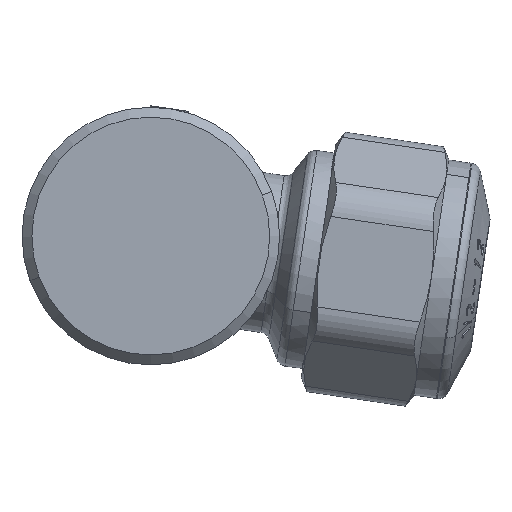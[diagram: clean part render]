
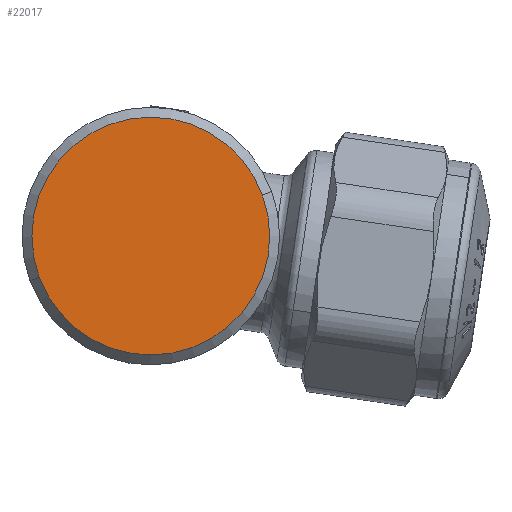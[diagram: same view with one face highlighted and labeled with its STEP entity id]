
A CAD part, front view. The second image highlights one B-rep face of the part: STEP entity #22017.
In plain terms, the highlighted planar face has unit normal (0, -1, 0).
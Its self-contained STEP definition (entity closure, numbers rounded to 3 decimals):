
#21737=CARTESIAN_POINT('Vertex',(-9.647,-25.,17.766)) ;
#21753=CARTESIAN_POINT('Vertex',(12.872,-25.,26.067)) ;
#21756=CARTESIAN_POINT('Axis2P3D Location',(1.612,-25.,21.916)) ;
#21778=CARTESIAN_POINT('Axis2P3D Location',(1.612,-25.,21.916)) ;
#22008=CARTESIAN_POINT('Axis2P3D Location',(1.612,-25.,21.916)) ;
#21757=DIRECTION('Axis2P3D Direction',(0.,-1.,0.)) ;
#21779=DIRECTION('Axis2P3D Direction',(0.,-1.,0.)) ;
#22009=DIRECTION('Axis2P3D Direction',(0.,-1.,0.)) ;
#22010=DIRECTION('Axis2P3D XDirection',(0.989,0.,-0.146)) ;
#21758=AXIS2_PLACEMENT_3D('Circle Axis2P3D',#21756,#21757,$) ;
#21780=AXIS2_PLACEMENT_3D('Circle Axis2P3D',#21778,#21779,$) ;
#22011=AXIS2_PLACEMENT_3D('Plane Axis2P3D',#22008,#22009,#22010) ;
#21759=CIRCLE('generated circle',#21758,12.) ;
#21781=CIRCLE('generated circle',#21780,12.) ;
#22012=PLANE('',#22011) ;
#21760=EDGE_CURVE('',#21738,#21754,#21759,.T.) ;
#21782=EDGE_CURVE('',#21754,#21738,#21781,.T.) ;
#22014=ORIENTED_EDGE('',*,*,#21782,.T.) ;
#22015=ORIENTED_EDGE('',*,*,#21760,.T.) ;
#22013=EDGE_LOOP('',(#22014,#22015)) ;
#21738=VERTEX_POINT('',#21737) ;
#21754=VERTEX_POINT('',#21753) ;
#22017=ADVANCED_FACE('PartBody',(#22016),#22012,.T.) ;
#22016=FACE_OUTER_BOUND('',#22013,.T.) ;
